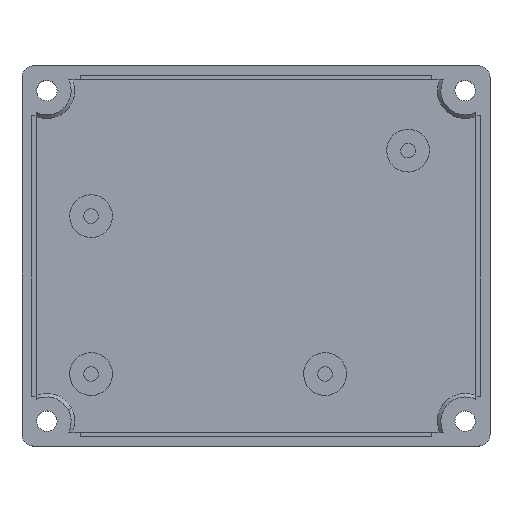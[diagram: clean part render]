
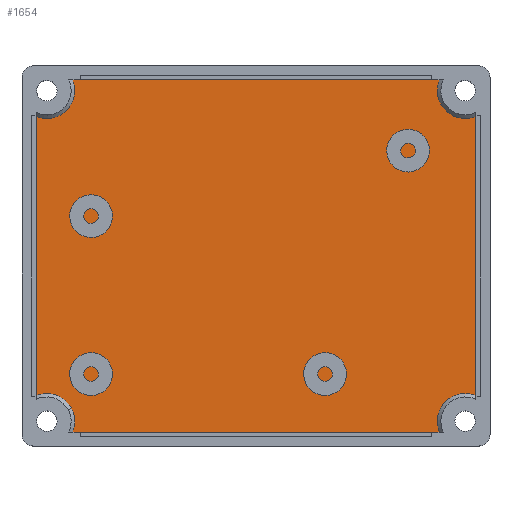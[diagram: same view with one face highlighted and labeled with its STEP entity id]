
A CAD part, top view. The second image highlights one B-rep face of the part: STEP entity #1654.
In plain terms, the highlighted planar face has unit normal (0, 0, 1).
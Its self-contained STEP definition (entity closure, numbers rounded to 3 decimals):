
#1531=CARTESIAN_POINT('Vertex',(37.6,-23.881,2.4)) ;
#1535=CARTESIAN_POINT('Control Point',(37.6,-23.881,2.4)) ;
#1536=CARTESIAN_POINT('Control Point',(36.629,-23.47,2.4)) ;
#1537=CARTESIAN_POINT('Control Point',(35.544,-23.329,2.4)) ;
#1538=CARTESIAN_POINT('Control Point',(34.444,-23.501,2.4)) ;
#1539=CARTESIAN_POINT('Control Point',(32.331,-24.495,2.4)) ;
#1540=CARTESIAN_POINT('Control Point',(31.088,-26.501,2.4)) ;
#1541=CARTESIAN_POINT('Control Point',(30.796,-27.75,2.4)) ;
#1542=CARTESIAN_POINT('Control Point',(30.915,-28.999,2.4)) ;
#1543=CARTESIAN_POINT('Control Point',(31.381,-30.1,2.4)) ;
#1544=CARTESIAN_POINT('Vertex',(31.381,-30.1,2.4)) ;
#1560=CARTESIAN_POINT('Axis2P3D Location',(0.,0.,2.4)) ;
#1565=CARTESIAN_POINT('Line Origine',(37.6,0.,2.4)) ;
#1569=CARTESIAN_POINT('Vertex',(37.6,23.881,2.4)) ;
#1573=CARTESIAN_POINT('Control Point',(31.587,25.976,2.4)) ;
#1574=CARTESIAN_POINT('Control Point',(32.256,24.75,2.4)) ;
#1575=CARTESIAN_POINT('Control Point',(33.375,23.77,2.4)) ;
#1576=CARTESIAN_POINT('Control Point',(34.828,23.264,2.4)) ;
#1577=CARTESIAN_POINT('Control Point',(36.314,23.337,2.4)) ;
#1578=CARTESIAN_POINT('Control Point',(37.6,23.881,2.4)) ;
#1579=CARTESIAN_POINT('Vertex',(31.587,25.976,2.4)) ;
#1583=CARTESIAN_POINT('Control Point',(31.381,30.1,2.4)) ;
#1584=CARTESIAN_POINT('Control Point',(30.965,29.116,2.4)) ;
#1585=CARTESIAN_POINT('Control Point',(30.844,28.006,2.4)) ;
#1586=CARTESIAN_POINT('Control Point',(31.075,26.913,2.4)) ;
#1587=CARTESIAN_POINT('Control Point',(31.587,25.976,2.4)) ;
#1588=CARTESIAN_POINT('Vertex',(31.381,30.1,2.4)) ;
#1591=CARTESIAN_POINT('Line Origine',(0.,30.1,2.4)) ;
#1595=CARTESIAN_POINT('Vertex',(-31.381,30.1,2.4)) ;
#1599=CARTESIAN_POINT('Control Point',(-31.381,30.1,2.4)) ;
#1600=CARTESIAN_POINT('Control Point',(-30.915,28.999,2.4)) ;
#1601=CARTESIAN_POINT('Control Point',(-30.796,27.75,2.4)) ;
#1602=CARTESIAN_POINT('Control Point',(-31.088,26.501,2.4)) ;
#1603=CARTESIAN_POINT('Control Point',(-32.331,24.495,2.4)) ;
#1604=CARTESIAN_POINT('Control Point',(-34.444,23.501,2.4)) ;
#1605=CARTESIAN_POINT('Control Point',(-35.544,23.329,2.4)) ;
#1606=CARTESIAN_POINT('Control Point',(-36.629,23.47,2.4)) ;
#1607=CARTESIAN_POINT('Control Point',(-37.6,23.881,2.4)) ;
#1608=CARTESIAN_POINT('Vertex',(-37.6,23.881,2.4)) ;
#1611=CARTESIAN_POINT('Line Origine',(-37.6,0.,2.4)) ;
#1615=CARTESIAN_POINT('Vertex',(-37.6,-23.881,2.4)) ;
#1619=CARTESIAN_POINT('Control Point',(-31.587,-25.976,2.4)) ;
#1620=CARTESIAN_POINT('Control Point',(-32.256,-24.75,2.4)) ;
#1621=CARTESIAN_POINT('Control Point',(-33.375,-23.77,2.4)) ;
#1622=CARTESIAN_POINT('Control Point',(-34.828,-23.264,2.4)) ;
#1623=CARTESIAN_POINT('Control Point',(-36.314,-23.337,2.4)) ;
#1624=CARTESIAN_POINT('Control Point',(-37.6,-23.881,2.4)) ;
#1625=CARTESIAN_POINT('Vertex',(-31.587,-25.976,2.4)) ;
#1629=CARTESIAN_POINT('Control Point',(-31.381,-30.1,2.4)) ;
#1630=CARTESIAN_POINT('Control Point',(-30.965,-29.116,2.4)) ;
#1631=CARTESIAN_POINT('Control Point',(-30.844,-28.006,2.4)) ;
#1632=CARTESIAN_POINT('Control Point',(-31.075,-26.913,2.4)) ;
#1633=CARTESIAN_POINT('Control Point',(-31.587,-25.976,2.4)) ;
#1634=CARTESIAN_POINT('Vertex',(-31.381,-30.1,2.4)) ;
#1637=CARTESIAN_POINT('Line Origine',(0.,-30.1,2.4)) ;
#1561=DIRECTION('Axis2P3D Direction',(0.,0.,1.)) ;
#1562=DIRECTION('Axis2P3D XDirection',(1.,0.,0.)) ;
#1566=DIRECTION('Vector Direction',(0.,1.,0.)) ;
#1592=DIRECTION('Vector Direction',(1.,0.,0.)) ;
#1612=DIRECTION('Vector Direction',(0.,1.,0.)) ;
#1638=DIRECTION('Vector Direction',(1.,0.,0.)) ;
#1563=AXIS2_PLACEMENT_3D('Plane Axis2P3D',#1560,#1561,#1562) ;
#1643=ORIENTED_EDGE('',*,*,#1546,.F.) ;
#1644=ORIENTED_EDGE('',*,*,#1571,.T.) ;
#1645=ORIENTED_EDGE('',*,*,#1581,.F.) ;
#1646=ORIENTED_EDGE('',*,*,#1590,.F.) ;
#1647=ORIENTED_EDGE('',*,*,#1597,.T.) ;
#1648=ORIENTED_EDGE('',*,*,#1610,.T.) ;
#1649=ORIENTED_EDGE('',*,*,#1617,.T.) ;
#1650=ORIENTED_EDGE('',*,*,#1627,.F.) ;
#1651=ORIENTED_EDGE('',*,*,#1636,.F.) ;
#1652=ORIENTED_EDGE('',*,*,#1641,.T.) ;
#1567=VECTOR('Line Direction',#1566,1.) ;
#1593=VECTOR('Line Direction',#1592,1.) ;
#1613=VECTOR('Line Direction',#1612,1.) ;
#1639=VECTOR('Line Direction',#1638,1.) ;
#1654=ADVANCED_FACE('PartBody',(#1653),#1564,.T.) ;
#1534=B_SPLINE_CURVE_WITH_KNOTS('',5,(#1535,#1536,#1537,#1538,#1539,#1540,#1541,#1542,#1543),.UNSPECIFIED.,.F.,.U.,(6,3,6),(3.699,9.833,16.79),.UNSPECIFIED.) ;
#1572=B_SPLINE_CURVE_WITH_KNOTS('',5,(#1573,#1574,#1575,#1576,#1577,#1578),.UNSPECIFIED.,.F.,.U.,(6,6),(17.339,25.46),.UNSPECIFIED.) ;
#1582=B_SPLINE_CURVE_WITH_KNOTS('',4,(#1583,#1584,#1585,#1586,#1587),.UNSPECIFIED.,.F.,.U.,(5,5),(12.369,17.339),.UNSPECIFIED.) ;
#1598=B_SPLINE_CURVE_WITH_KNOTS('',5,(#1599,#1600,#1601,#1602,#1603,#1604,#1605,#1606,#1607),.UNSPECIFIED.,.F.,.U.,(6,3,6),(0.549,7.506,13.64),.UNSPECIFIED.) ;
#1618=B_SPLINE_CURVE_WITH_KNOTS('',5,(#1619,#1620,#1621,#1622,#1623,#1624),.UNSPECIFIED.,.F.,.U.,(6,6),(0.,8.121),.UNSPECIFIED.) ;
#1628=B_SPLINE_CURVE_WITH_KNOTS('',4,(#1629,#1630,#1631,#1632,#1633),.UNSPECIFIED.,.F.,.U.,(5,5),(29.708,34.678),.UNSPECIFIED.) ;
#1546=EDGE_CURVE('',#1532,#1545,#1534,.T.) ;
#1571=EDGE_CURVE('',#1532,#1570,#1568,.T.) ;
#1581=EDGE_CURVE('',#1580,#1570,#1572,.T.) ;
#1590=EDGE_CURVE('',#1589,#1580,#1582,.T.) ;
#1597=EDGE_CURVE('',#1589,#1596,#1594,.F.) ;
#1610=EDGE_CURVE('',#1596,#1609,#1598,.T.) ;
#1617=EDGE_CURVE('',#1609,#1616,#1614,.F.) ;
#1627=EDGE_CURVE('',#1626,#1616,#1618,.T.) ;
#1636=EDGE_CURVE('',#1635,#1626,#1628,.T.) ;
#1641=EDGE_CURVE('',#1635,#1545,#1640,.T.) ;
#1642=EDGE_LOOP('',(#1643,#1644,#1645,#1646,#1647,#1648,#1649,#1650,#1651,#1652)) ;
#1653=FACE_OUTER_BOUND('',#1642,.T.) ;
#1568=LINE('Line',#1565,#1567) ;
#1594=LINE('Line',#1591,#1593) ;
#1614=LINE('Line',#1611,#1613) ;
#1640=LINE('Line',#1637,#1639) ;
#1564=PLANE('Plane',#1563) ;
#1532=VERTEX_POINT('',#1531) ;
#1545=VERTEX_POINT('',#1544) ;
#1570=VERTEX_POINT('',#1569) ;
#1580=VERTEX_POINT('',#1579) ;
#1589=VERTEX_POINT('',#1588) ;
#1596=VERTEX_POINT('',#1595) ;
#1609=VERTEX_POINT('',#1608) ;
#1616=VERTEX_POINT('',#1615) ;
#1626=VERTEX_POINT('',#1625) ;
#1635=VERTEX_POINT('',#1634) ;
